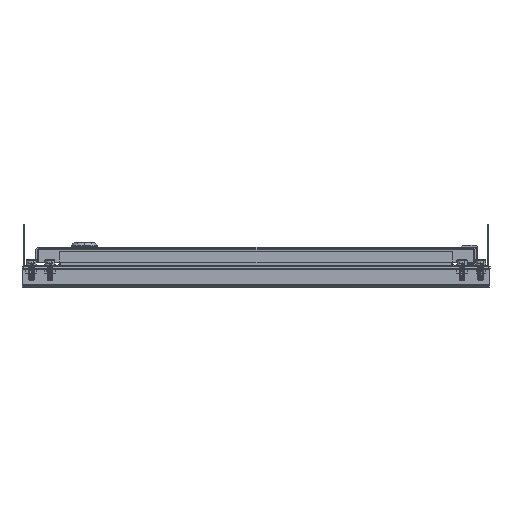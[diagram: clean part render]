
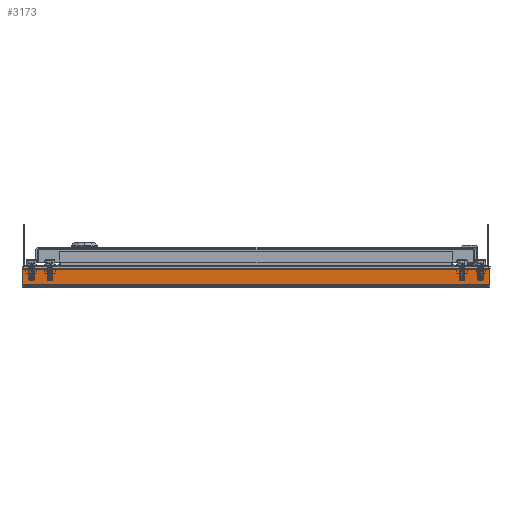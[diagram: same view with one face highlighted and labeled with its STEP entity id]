
A CAD part, front view. The second image highlights one B-rep face of the part: STEP entity #3173.
In plain terms, the highlighted face is planar.
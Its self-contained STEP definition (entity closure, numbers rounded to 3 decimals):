
#1489 = CARTESIAN_POINT ( 'NONE',  ( -250.495, -8., 0. ) ) ;
#1623 = LINE ( 'NONE', #20966, #52430 ) ;
#2221 = VECTOR ( 'NONE', #29425, 1000. ) ;
#2522 = CARTESIAN_POINT ( 'NONE',  ( -251.7, -7.596, 0. ) ) ;
#3173 = ADVANCED_FACE ( 'NONE', ( #26700 ), #45734, .T. ) ;
#3725 = DIRECTION ( 'NONE',  ( 0., 0., 1. ) ) ;
#4995 = EDGE_CURVE ( 'NONE', #43559, #60744, #17754, .T. ) ;
#6940 = DIRECTION ( 'NONE',  ( 0., 0., 1. ) ) ;
#8352 = ORIENTED_EDGE ( 'NONE', *, *, #44218, .F. ) ;
#13192 = LINE ( 'NONE', #36887, #54038 ) ;
#13530 = VERTEX_POINT ( 'NONE', #54738 ) ;
#13753 = ORIENTED_EDGE ( 'NONE', *, *, #46851, .T. ) ;
#15103 = CARTESIAN_POINT ( 'NONE',  ( -251.7, -11., 0. ) ) ;
#15538 = ORIENTED_EDGE ( 'NONE', *, *, #4995, .F. ) ;
#16887 = VERTEX_POINT ( 'NONE', #54852 ) ;
#17754 = CIRCLE ( 'NONE', #24709, 2. ) ;
#17772 = CARTESIAN_POINT ( 'NONE',  ( 251.7, 9.596, 0. ) ) ;
#17843 = CIRCLE ( 'NONE', #52722, 2. ) ;
#18529 = CIRCLE ( 'NONE', #55394, 2. ) ;
#20913 = EDGE_LOOP ( 'NONE', ( #41522, #38440, #60482, #49039, #13753, #8352, #20960, #15538 ) ) ;
#20960 = ORIENTED_EDGE ( 'NONE', *, *, #47090, .T. ) ;
#20966 = CARTESIAN_POINT ( 'NONE',  ( 251.7, 8., 0. ) ) ;
#21256 = CARTESIAN_POINT ( 'NONE',  ( -250.495, 8., 0. ) ) ;
#21270 = DIRECTION ( 'NONE',  ( -1., 0., 0. ) ) ;
#21713 = CARTESIAN_POINT ( 'NONE',  ( 0., 0., 0. ) ) ;
#24709 = AXIS2_PLACEMENT_3D ( 'NONE', #45307, #6940, #25984 ) ;
#25984 = DIRECTION ( 'NONE',  ( 1., 0., 0. ) ) ;
#26192 = CARTESIAN_POINT ( 'NONE',  ( -251.7, -9.596, 0. ) ) ;
#26700 = FACE_OUTER_BOUND ( 'NONE', #20913, .T. ) ;
#27542 = VERTEX_POINT ( 'NONE', #2522 ) ;
#27552 = EDGE_CURVE ( 'NONE', #13530, #51965, #18529, .T. ) ;
#29035 = CIRCLE ( 'NONE', #51958, 2. ) ;
#29425 = DIRECTION ( 'NONE',  ( 0., -1., 0. ) ) ;
#30634 = DIRECTION ( 'NONE',  ( 0., 0., 1. ) ) ;
#34586 = CARTESIAN_POINT ( 'NONE',  ( 251.7, 7.596, 0. ) ) ;
#34649 = EDGE_CURVE ( 'NONE', #16887, #34849, #17843, .T. ) ;
#34849 = VERTEX_POINT ( 'NONE', #34586 ) ;
#35941 = CARTESIAN_POINT ( 'NONE',  ( -251.7, 9.596, 0. ) ) ;
#36536 = LINE ( 'NONE', #41225, #41209 ) ;
#36887 = CARTESIAN_POINT ( 'NONE',  ( -251.7, -8., 0. ) ) ;
#36971 = CARTESIAN_POINT ( 'NONE',  ( 250.495, -8., 0. ) ) ;
#37671 = VERTEX_POINT ( 'NONE', #1489 ) ;
#38440 = ORIENTED_EDGE ( 'NONE', *, *, #34649, .F. ) ;
#40752 = DIRECTION ( 'NONE',  ( 0., 0., 1. ) ) ;
#41060 = DIRECTION ( 'NONE',  ( 1., 0., 0. ) ) ;
#41209 = VECTOR ( 'NONE', #50277, 1000. ) ;
#41225 = CARTESIAN_POINT ( 'NONE',  ( 251.7, -11., 0. ) ) ;
#41522 = ORIENTED_EDGE ( 'NONE', *, *, #50165, .T. ) ;
#43559 = VERTEX_POINT ( 'NONE', #45485 ) ;
#44218 = EDGE_CURVE ( 'NONE', #37671, #27542, #29035, .T. ) ;
#44610 = DIRECTION ( 'NONE',  ( 0., 0., 1. ) ) ;
#45307 = CARTESIAN_POINT ( 'NONE',  ( 251.7, -9.596, 0. ) ) ;
#45485 = CARTESIAN_POINT ( 'NONE',  ( 251.7, -7.596, 0. ) ) ;
#45734 = PLANE ( 'NONE',  #48262 ) ;
#46629 = LINE ( 'NONE', #15103, #2221 ) ;
#46851 = EDGE_CURVE ( 'NONE', #13530, #27542, #46629, .T. ) ;
#47090 = EDGE_CURVE ( 'NONE', #37671, #60744, #13192, .T. ) ;
#48262 = AXIS2_PLACEMENT_3D ( 'NONE', #21713, #40752, #41060 ) ;
#49039 = ORIENTED_EDGE ( 'NONE', *, *, #27552, .F. ) ;
#49917 = DIRECTION ( 'NONE',  ( 1., 0., 0. ) ) ;
#50165 = EDGE_CURVE ( 'NONE', #43559, #34849, #36536, .T. ) ;
#50277 = DIRECTION ( 'NONE',  ( 0., 1., 0. ) ) ;
#51469 = DIRECTION ( 'NONE',  ( 1., 0., 0. ) ) ;
#51958 = AXIS2_PLACEMENT_3D ( 'NONE', #26192, #44610, #49917 ) ;
#51965 = VERTEX_POINT ( 'NONE', #21256 ) ;
#52173 = DIRECTION ( 'NONE',  ( 1., 0., 0. ) ) ;
#52430 = VECTOR ( 'NONE', #21270, 1000. ) ;
#52722 = AXIS2_PLACEMENT_3D ( 'NONE', #17772, #3725, #51469 ) ;
#54038 = VECTOR ( 'NONE', #52173, 1000. ) ;
#54738 = CARTESIAN_POINT ( 'NONE',  ( -251.7, 7.596, 0. ) ) ;
#54852 = CARTESIAN_POINT ( 'NONE',  ( 250.495, 8., 0. ) ) ;
#55394 = AXIS2_PLACEMENT_3D ( 'NONE', #35941, #30634, #60252 ) ;
#58181 = EDGE_CURVE ( 'NONE', #16887, #51965, #1623, .T. ) ;
#60252 = DIRECTION ( 'NONE',  ( 1., 0., 0. ) ) ;
#60482 = ORIENTED_EDGE ( 'NONE', *, *, #58181, .T. ) ;
#60744 = VERTEX_POINT ( 'NONE', #36971 ) ;
